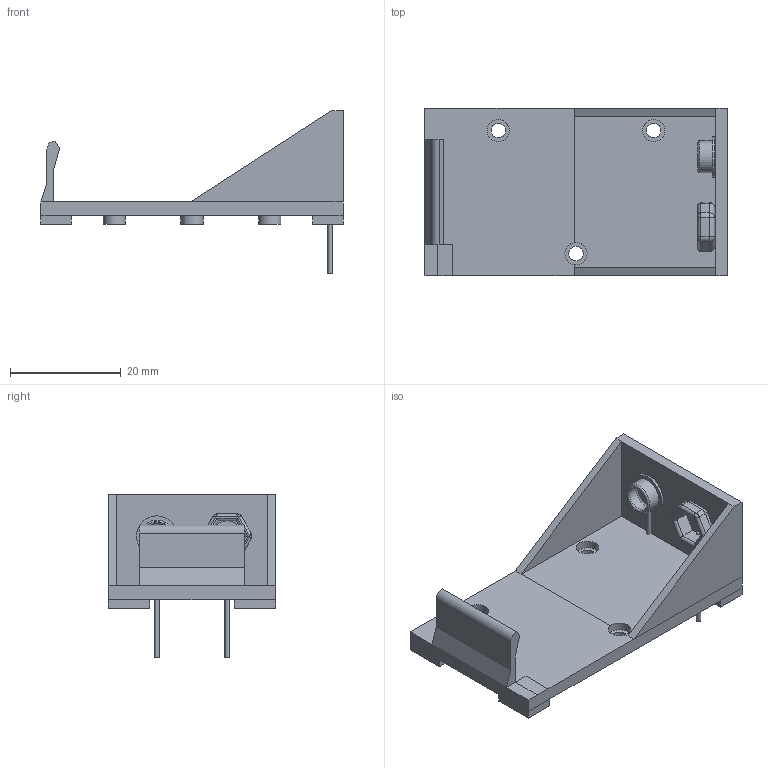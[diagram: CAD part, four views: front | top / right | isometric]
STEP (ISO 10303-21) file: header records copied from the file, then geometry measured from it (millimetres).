
FILE_DESCRIPTION(('FreeCAD Model'),'2;1');
FILE_NAME('Part_BatteryHolder_Eagle_12BH611_cp.step','2020-08-21T15:40:48',( 'kicad StepUp'),('ksu MCAD'),'Open CASCADE STEP processor 7.3', 'FreeCAD','Unknown');
FILE_SCHEMA(('AUTOMOTIVE_DESIGN { 1 0 10303 214 1 1 1 1 }'));
Length unit declared in the file: millimetre
Products named in the file (1): Part_BatteryHolder_Eagle_12BH611_cp
Bounding box: 54.5 x 30.2 x 29.4 mm (x, y, z)
Volume: 6257.1 mm3; surface area: 6968.6 mm2
Topology: 6 solids, 6 shells, 149 faces, 317 edges, 180 vertices
Faces by surface type: plane 88, cylinder 44, sphere 6, bspline 6, torus 5
Full cylindrical faces by diameter (mm): 0.8 x3, 2.6 x3, 4 x6, 4.5 x1, 5.5 x2, 5.8 x1, 7.3 x1, 8 x2
Entity records: 5329 total; most frequent: CARTESIAN_POINT 1169, DIRECTION 651, ORIENTED_EDGE 610, EDGE_CURVE 305, AXIS2_PLACEMENT_3D 220, LINE 211, VECTOR 211, VERTEX_POINT 180
